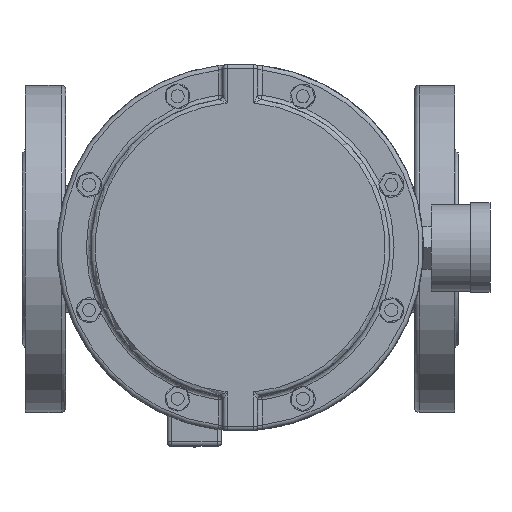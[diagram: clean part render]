
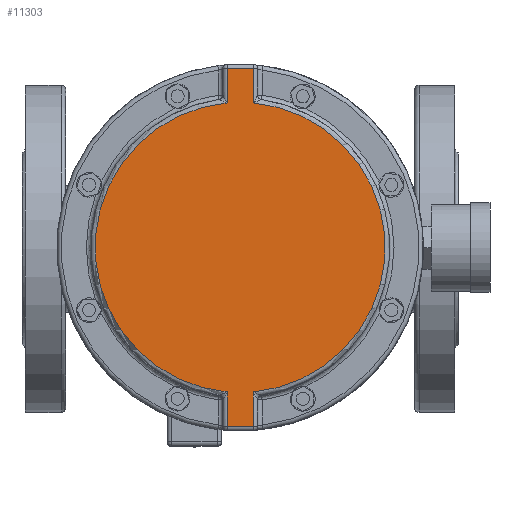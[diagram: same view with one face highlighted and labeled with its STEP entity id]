
A CAD part, top view. The second image highlights one B-rep face of the part: STEP entity #11303.
In plain terms, the highlighted planar face has unit normal (0, 0, 1).
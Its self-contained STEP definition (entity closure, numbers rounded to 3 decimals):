
#7471=CARTESIAN_POINT('',(-6.,82.,485.));
#7472=VERTEX_POINT('',#7471);
#7611=CARTESIAN_POINT('',(6.,82.,485.));
#7612=VERTEX_POINT('',#7611);
#8926=CARTESIAN_POINT('',(6.,-82.,485.));
#8927=VERTEX_POINT('',#8926);
#9118=CARTESIAN_POINT('',(-6.,-82.,485.));
#9119=VERTEX_POINT('',#9118);
#9207=CARTESIAN_POINT('',(6.,-82.,485.));
#9208=DIRECTION('',(-1.0,0.0,0.0));
#9209=VECTOR('',#9208,12.0);
#9210=LINE('',#9207,#9209);
#9211=EDGE_CURVE('',#8927,#9119,#9210,.T.);
#9494=CARTESIAN_POINT('',(6.,66.229,485.));
#9495=VERTEX_POINT('',#9494);
#9542=CARTESIAN_POINT('',(6.,-66.229,485.));
#9543=VERTEX_POINT('',#9542);
#9544=CARTESIAN_POINT('',(0.,0.,485.));
#9545=DIRECTION('',(0.0,0.0,-1.0));
#9546=DIRECTION('',(1.0,0.0,0.0));
#9547=AXIS2_PLACEMENT_3D('',#9544,#9545,#9546);
#9548=CIRCLE('',#9547,66.5);
#9549=EDGE_CURVE('',#9495,#9543,#9548,.T.);
#9586=CARTESIAN_POINT('',(6.,82.,485.));
#9587=DIRECTION('',(0.0,-1.0,0.0));
#9588=VECTOR('',#9587,15.771);
#9589=LINE('',#9586,#9588);
#9590=EDGE_CURVE('',#7612,#9495,#9589,.T.);
#10353=CARTESIAN_POINT('',(-6.,-66.229,485.));
#10354=VERTEX_POINT('',#10353);
#10527=CARTESIAN_POINT('',(-6.,66.229,485.));
#10528=VERTEX_POINT('',#10527);
#11192=CARTESIAN_POINT('',(6.,-66.229,485.));
#11193=DIRECTION('',(0.0,-1.0,0.0));
#11194=VECTOR('',#11193,15.771);
#11195=LINE('',#11192,#11194);
#11196=EDGE_CURVE('',#9543,#8927,#11195,.T.);
#11207=CARTESIAN_POINT('',(0.,0.,485.));
#11208=DIRECTION('',(0.0,0.0,-1.0));
#11209=DIRECTION('',(-1.0,0.0,0.0));
#11210=AXIS2_PLACEMENT_3D('',#11207,#11208,#11209);
#11211=CIRCLE('',#11210,66.5);
#11212=EDGE_CURVE('',#10354,#10528,#11211,.T.);
#11231=CARTESIAN_POINT('',(-6.,-82.,485.));
#11232=DIRECTION('',(0.0,1.0,0.0));
#11233=VECTOR('',#11232,15.771);
#11234=LINE('',#11231,#11233);
#11235=EDGE_CURVE('',#9119,#10354,#11234,.T.);
#11250=CARTESIAN_POINT('',(-6.,66.229,485.));
#11251=DIRECTION('',(0.0,1.0,0.0));
#11252=VECTOR('',#11251,15.771);
#11253=LINE('',#11250,#11252);
#11254=EDGE_CURVE('',#10528,#7472,#11253,.T.);
#11265=CARTESIAN_POINT('',(-6.,82.,485.));
#11266=DIRECTION('',(1.0,0.0,0.0));
#11267=VECTOR('',#11266,12.0);
#11268=LINE('',#11265,#11267);
#11269=EDGE_CURVE('',#7472,#7612,#11268,.T.);
#11288=CARTESIAN_POINT('',(0.,0.,485.));
#11289=DIRECTION('',(0.0,0.0,-1.0));
#11290=DIRECTION('',(-1.0,0.0,0.0));
#11291=AXIS2_PLACEMENT_3D('',#11288,#11289,#11290);
#11292=PLANE('',#11291);
#11293=ORIENTED_EDGE('',*,*,#11212,.F.);
#11294=ORIENTED_EDGE('',*,*,#11235,.F.);
#11295=ORIENTED_EDGE('',*,*,#9211,.F.);
#11296=ORIENTED_EDGE('',*,*,#11196,.F.);
#11297=ORIENTED_EDGE('',*,*,#9549,.F.);
#11298=ORIENTED_EDGE('',*,*,#9590,.F.);
#11299=ORIENTED_EDGE('',*,*,#11269,.F.);
#11300=ORIENTED_EDGE('',*,*,#11254,.F.);
#11301=EDGE_LOOP('',(#11293,#11294,#11295,#11296,#11297,#11298,#11299,#11300));
#11302=FACE_OUTER_BOUND('',#11301,.T.);
#11303=ADVANCED_FACE('',(#11302),#11292,.F.);
